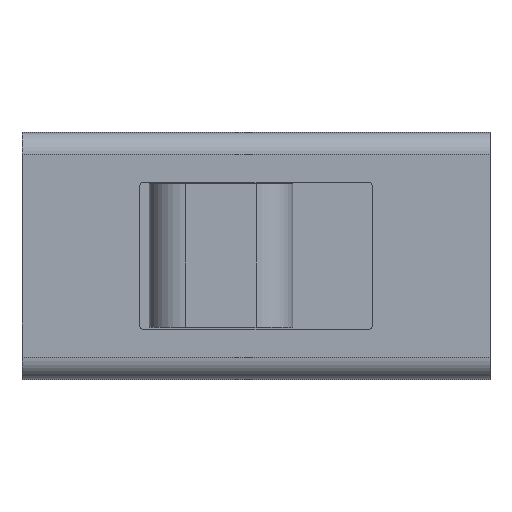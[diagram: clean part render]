
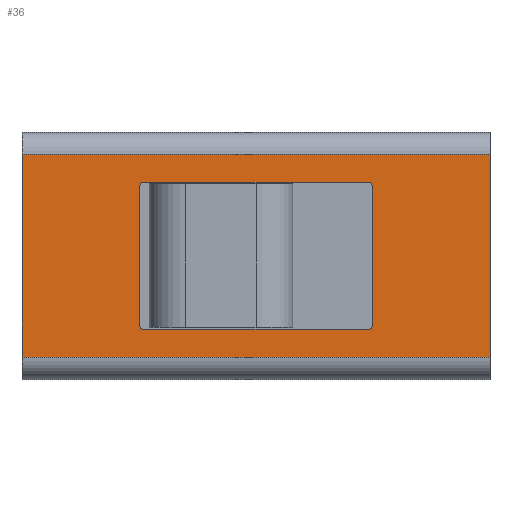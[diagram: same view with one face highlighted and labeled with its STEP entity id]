
A CAD part, top view. The second image highlights one B-rep face of the part: STEP entity #36.
In plain terms, the highlighted planar face has unit normal (0, 0, 1).
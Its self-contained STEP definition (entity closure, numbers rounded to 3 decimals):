
#36 = ADVANCED_FACE('',(#37,#107),#141,.T.);
#37 = FACE_BOUND('',#38,.T.);
#38 = EDGE_LOOP('',(#39,#49,#58,#66,#75,#83,#92,#100));
#39 = ORIENTED_EDGE('',*,*,#40,.T.);
#40 = EDGE_CURVE('',#41,#43,#45,.T.);
#41 = VERTEX_POINT('',#42);
#42 = CARTESIAN_POINT('',(-3.15,-1.9,6.4));
#43 = VERTEX_POINT('',#44);
#44 = CARTESIAN_POINT('',(-3.15,1.9,6.4));
#45 = LINE('',#46,#47);
#46 = CARTESIAN_POINT('',(-3.15,-2.,6.4));
#47 = VECTOR('',#48,1.);
#48 = DIRECTION('',(0.,1.,0.));
#49 = ORIENTED_EDGE('',*,*,#50,.T.);
#50 = EDGE_CURVE('',#43,#51,#53,.T.);
#51 = VERTEX_POINT('',#52);
#52 = CARTESIAN_POINT('',(-3.05,2.,6.4));
#53 = CIRCLE('',#54,0.1);
#54 = AXIS2_PLACEMENT_3D('',#55,#56,#57);
#55 = CARTESIAN_POINT('',(-3.05,1.9,6.4));
#56 = DIRECTION('',(0.,0.,-1.));
#57 = DIRECTION('',(0.,1.,0.));
#58 = ORIENTED_EDGE('',*,*,#59,.T.);
#59 = EDGE_CURVE('',#51,#60,#62,.T.);
#60 = VERTEX_POINT('',#61);
#61 = CARTESIAN_POINT('',(3.05,2.,6.4));
#62 = LINE('',#63,#64);
#63 = CARTESIAN_POINT('',(-3.15,2.,6.4));
#64 = VECTOR('',#65,1.);
#65 = DIRECTION('',(1.,0.,0.));
#66 = ORIENTED_EDGE('',*,*,#67,.F.);
#67 = EDGE_CURVE('',#68,#60,#70,.T.);
#68 = VERTEX_POINT('',#69);
#69 = CARTESIAN_POINT('',(3.15,1.9,6.4));
#70 = CIRCLE('',#71,0.1);
#71 = AXIS2_PLACEMENT_3D('',#72,#73,#74);
#72 = CARTESIAN_POINT('',(3.05,1.9,6.4));
#73 = DIRECTION('',(0.,-0.,1.));
#74 = DIRECTION('',(0.,1.,0.));
#75 = ORIENTED_EDGE('',*,*,#76,.T.);
#76 = EDGE_CURVE('',#68,#77,#79,.T.);
#77 = VERTEX_POINT('',#78);
#78 = CARTESIAN_POINT('',(3.15,-1.9,6.4));
#79 = LINE('',#80,#81);
#80 = CARTESIAN_POINT('',(3.15,2.,6.4));
#81 = VECTOR('',#82,1.);
#82 = DIRECTION('',(0.,-1.,0.));
#83 = ORIENTED_EDGE('',*,*,#84,.F.);
#84 = EDGE_CURVE('',#85,#77,#87,.T.);
#85 = VERTEX_POINT('',#86);
#86 = CARTESIAN_POINT('',(3.05,-2.,6.4));
#87 = CIRCLE('',#88,0.1);
#88 = AXIS2_PLACEMENT_3D('',#89,#90,#91);
#89 = CARTESIAN_POINT('',(3.05,-1.9,6.4));
#90 = DIRECTION('',(0.,-0.,1.));
#91 = DIRECTION('',(0.,1.,0.));
#92 = ORIENTED_EDGE('',*,*,#93,.T.);
#93 = EDGE_CURVE('',#85,#94,#96,.T.);
#94 = VERTEX_POINT('',#95);
#95 = CARTESIAN_POINT('',(-3.05,-2.,6.4));
#96 = LINE('',#97,#98);
#97 = CARTESIAN_POINT('',(3.15,-2.,6.4));
#98 = VECTOR('',#99,1.);
#99 = DIRECTION('',(-1.,0.,0.));
#100 = ORIENTED_EDGE('',*,*,#101,.F.);
#101 = EDGE_CURVE('',#41,#94,#102,.T.);
#102 = CIRCLE('',#103,0.1);
#103 = AXIS2_PLACEMENT_3D('',#104,#105,#106);
#104 = CARTESIAN_POINT('',(-3.05,-1.9,6.4));
#105 = DIRECTION('',(0.,-0.,1.));
#106 = DIRECTION('',(0.,1.,0.));
#107 = FACE_BOUND('',#108,.T.);
#108 = EDGE_LOOP('',(#109,#119,#127,#135));
#109 = ORIENTED_EDGE('',*,*,#110,.F.);
#110 = EDGE_CURVE('',#111,#113,#115,.T.);
#111 = VERTEX_POINT('',#112);
#112 = CARTESIAN_POINT('',(-6.35,-2.75,6.4));
#113 = VERTEX_POINT('',#114);
#114 = CARTESIAN_POINT('',(-6.35,2.75,6.4));
#115 = LINE('',#116,#117);
#116 = CARTESIAN_POINT('',(-6.35,-3.35,6.4));
#117 = VECTOR('',#118,1.);
#118 = DIRECTION('',(0.,1.,0.));
#119 = ORIENTED_EDGE('',*,*,#120,.F.);
#120 = EDGE_CURVE('',#121,#111,#123,.T.);
#121 = VERTEX_POINT('',#122);
#122 = CARTESIAN_POINT('',(6.35,-2.75,6.4));
#123 = LINE('',#124,#125);
#124 = CARTESIAN_POINT('',(6.35,-2.75,6.4));
#125 = VECTOR('',#126,1.);
#126 = DIRECTION('',(-1.,0.,0.));
#127 = ORIENTED_EDGE('',*,*,#128,.F.);
#128 = EDGE_CURVE('',#129,#121,#131,.T.);
#129 = VERTEX_POINT('',#130);
#130 = CARTESIAN_POINT('',(6.35,2.75,6.4));
#131 = LINE('',#132,#133);
#132 = CARTESIAN_POINT('',(6.35,3.35,6.4));
#133 = VECTOR('',#134,1.);
#134 = DIRECTION('',(0.,-1.,0.));
#135 = ORIENTED_EDGE('',*,*,#136,.F.);
#136 = EDGE_CURVE('',#113,#129,#137,.T.);
#137 = LINE('',#138,#139);
#138 = CARTESIAN_POINT('',(-6.35,2.75,6.4));
#139 = VECTOR('',#140,1.);
#140 = DIRECTION('',(1.,0.,0.));
#141 = PLANE('',#142);
#142 = AXIS2_PLACEMENT_3D('',#143,#144,#145);
#143 = CARTESIAN_POINT('',(0.,0.,6.4));
#144 = DIRECTION('',(0.,0.,1.));
#145 = DIRECTION('',(1.,0.,0.));
